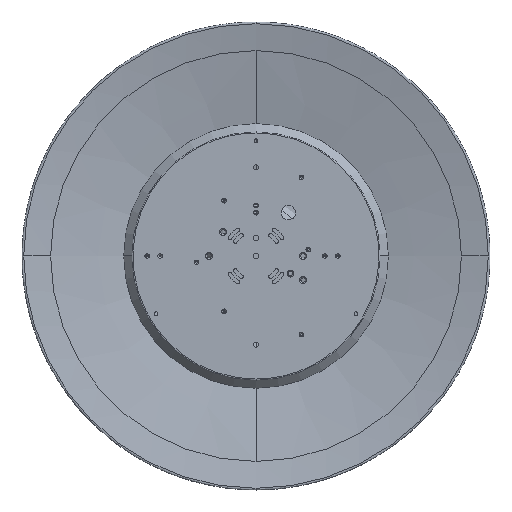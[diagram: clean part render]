
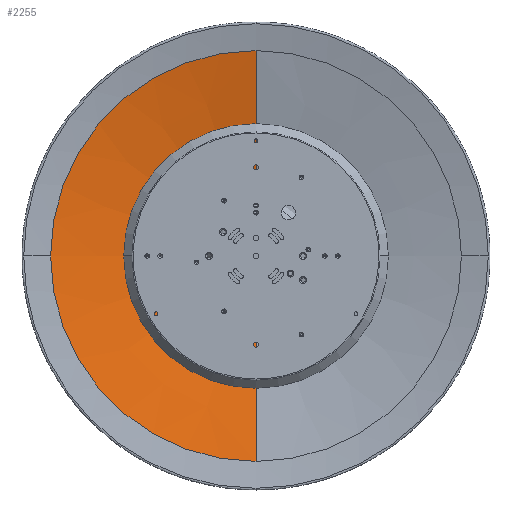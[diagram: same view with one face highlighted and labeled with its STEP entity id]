
A CAD part, front view. The second image highlights one B-rep face of the part: STEP entity #2255.
In plain terms, the highlighted conical face has half-angle 78.125 degrees and reference radius 285 mm.
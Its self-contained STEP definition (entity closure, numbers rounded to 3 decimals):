
#399 = DIRECTION ( 'NONE',  ( 0., -0.206, 0.979 ) ) ;
#451 = DIRECTION ( 'NONE',  ( 0., 0., -1. ) ) ;
#531 = CIRCLE ( 'NONE', #3002, 285. ) ;
#590 = CARTESIAN_POINT ( 'NONE',  ( 0., 74.658, -88.422 ) ) ;
#902 = CARTESIAN_POINT ( 'NONE',  ( 0., 33.323, 285. ) ) ;
#969 = CARTESIAN_POINT ( 'NONE',  ( -285., 33.323, 0. ) ) ;
#998 = AXIS2_PLACEMENT_3D ( 'NONE', #1919, #5782, #2481 ) ;
#1448 = VERTEX_POINT ( 'NONE', #590 ) ;
#1808 = VERTEX_POINT ( 'NONE', #6834 ) ;
#1816 = ORIENTED_EDGE ( 'NONE', *, *, #4706, .T. ) ;
#1919 = CARTESIAN_POINT ( 'NONE',  ( 0., 33.323, 0. ) ) ;
#2177 = AXIS2_PLACEMENT_3D ( 'NONE', #7095, #3841, #451 ) ;
#2255 = ADVANCED_FACE ( 'NONE', ( #3033 ), #2699, .T. ) ;
#2262 = CARTESIAN_POINT ( 'NONE',  ( 0., 33.323, -285. ) ) ;
#2348 = VECTOR ( 'NONE', #399, 1000. ) ;
#2437 = VECTOR ( 'NONE', #6110, 1000. ) ;
#2481 = DIRECTION ( 'NONE',  ( 0., 0., -1. ) ) ;
#2534 = VERTEX_POINT ( 'NONE', #969 ) ;
#2657 = CARTESIAN_POINT ( 'NONE',  ( 0., 33.323, 0. ) ) ;
#2699 = CONICAL_SURFACE ( 'NONE', #6405, 285., 1.364 ) ;
#2838 = EDGE_CURVE ( 'NONE', #1448, #2853, #6988, .T. ) ;
#2853 = VERTEX_POINT ( 'NONE', #5050 ) ;
#2986 = ORIENTED_EDGE ( 'NONE', *, *, #3229, .F. ) ;
#3001 = CIRCLE ( 'NONE', #2177, 88.422 ) ;
#3002 = AXIS2_PLACEMENT_3D ( 'NONE', #2657, #6500, #3218 ) ;
#3033 = FACE_OUTER_BOUND ( 'NONE', #6376, .T. ) ;
#3218 = DIRECTION ( 'NONE',  ( 0., 0., -1. ) ) ;
#3229 = EDGE_CURVE ( 'NONE', #1808, #4550, #6732, .T. ) ;
#3835 = ORIENTED_EDGE ( 'NONE', *, *, #5898, .T. ) ;
#3841 = DIRECTION ( 'NONE',  ( 0., -1., 0. ) ) ;
#4550 = VERTEX_POINT ( 'NONE', #902 ) ;
#4706 = EDGE_CURVE ( 'NONE', #1808, #1448, #3001, .T. ) ;
#5050 = CARTESIAN_POINT ( 'NONE',  ( 0., 33.323, -285. ) ) ;
#5455 = EDGE_CURVE ( 'NONE', #2534, #4550, #531, .T. ) ;
#5782 = DIRECTION ( 'NONE',  ( 0., 1., 0. ) ) ;
#5898 = EDGE_CURVE ( 'NONE', #2853, #2534, #6343, .T. ) ;
#6003 = CARTESIAN_POINT ( 'NONE',  ( 0., 33.323, 0. ) ) ;
#6024 = CARTESIAN_POINT ( 'NONE',  ( 0., 33.323, 285. ) ) ;
#6110 = DIRECTION ( 'NONE',  ( 0., -0.206, -0.979 ) ) ;
#6113 = ORIENTED_EDGE ( 'NONE', *, *, #2838, .T. ) ;
#6343 = CIRCLE ( 'NONE', #998, 285. ) ;
#6376 = EDGE_LOOP ( 'NONE', ( #2986, #1816, #6113, #3835, #6924 ) ) ;
#6378 = DIRECTION ( 'NONE',  ( 0., -1., 0. ) ) ;
#6405 = AXIS2_PLACEMENT_3D ( 'NONE', #6003, #6378, #6417 ) ;
#6417 = DIRECTION ( 'NONE',  ( 0., 0., -1. ) ) ;
#6500 = DIRECTION ( 'NONE',  ( 0., 1., 0. ) ) ;
#6732 = LINE ( 'NONE', #6024, #2348 ) ;
#6834 = CARTESIAN_POINT ( 'NONE',  ( 0., 74.658, 88.422 ) ) ;
#6924 = ORIENTED_EDGE ( 'NONE', *, *, #5455, .T. ) ;
#6988 = LINE ( 'NONE', #2262, #2437 ) ;
#7095 = CARTESIAN_POINT ( 'NONE',  ( 0., 74.658, 0. ) ) ;
